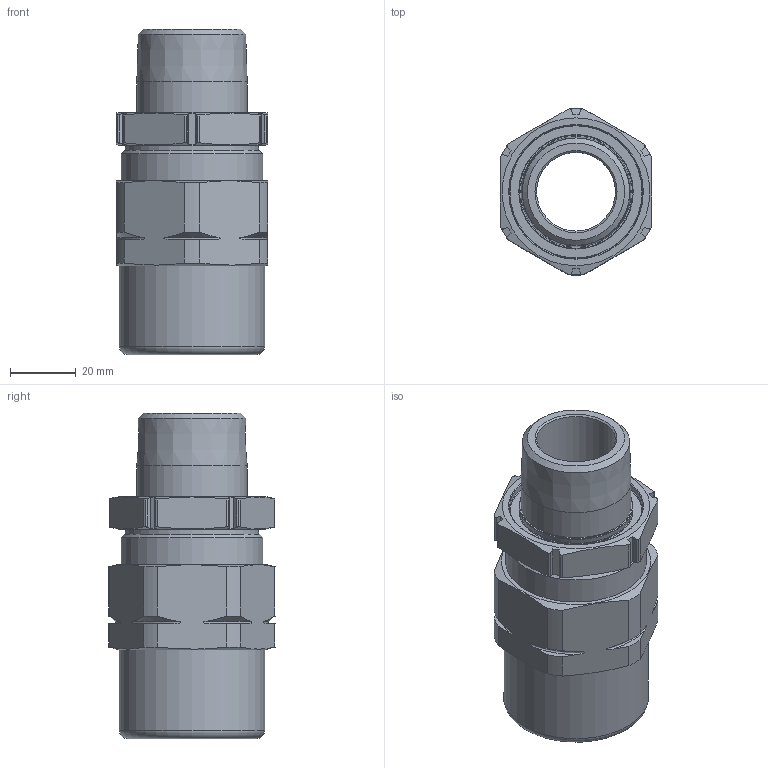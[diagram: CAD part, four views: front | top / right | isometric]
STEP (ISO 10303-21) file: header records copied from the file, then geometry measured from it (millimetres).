
FILE_DESCRIPTION (( 'STEP AP203' ), '1' );
FILE_NAME ('TMC2-100NB1181RA533.STEP', '2019-10-30T09:47:55', ( '' ), ( '' ), 'SwSTEP 2.0', 'SolidWorks 2017', '' );
FILE_SCHEMA (( 'CONFIG_CONTROL_DESIGN' ));
Length unit declared in the file: millimetre
Products named in the file (1): TMC2-100NB1181RA533
Bounding box: 46 x 50.58 x 99 mm (x, y, z)
Surface area: 25501.3 mm2 (no closed solid volume)
Topology: 0 solids, 5 shells, 117 faces, 320 edges, 211 vertices
Faces by surface type: cylinder 45, plane 44, cone 17, torus 11
Full cylindrical faces by diameter (mm): 24 x1, 30.2 x3, 33.6 x1, 40.5 x1, 40.6 x1, 43 x1, 44.2 x1
Entity records: 4149 total; most frequent: CARTESIAN_POINT 1374, ORIENTED_EDGE 566, DIRECTION 512, EDGE_CURVE 288, AXIS2_PLACEMENT_3D 214, VERTEX_POINT 204, EDGE_LOOP 150, FACE_OUTER_BOUND 131
